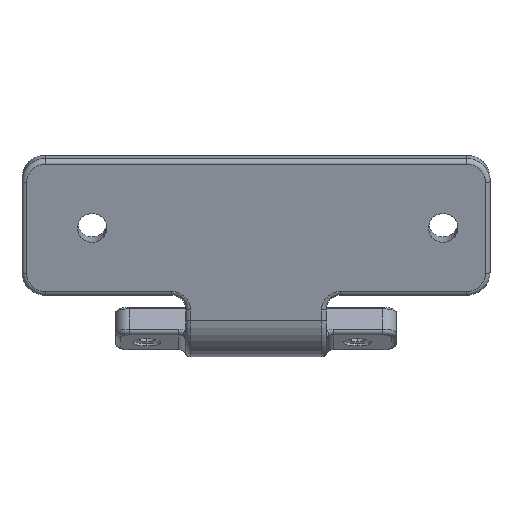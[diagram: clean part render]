
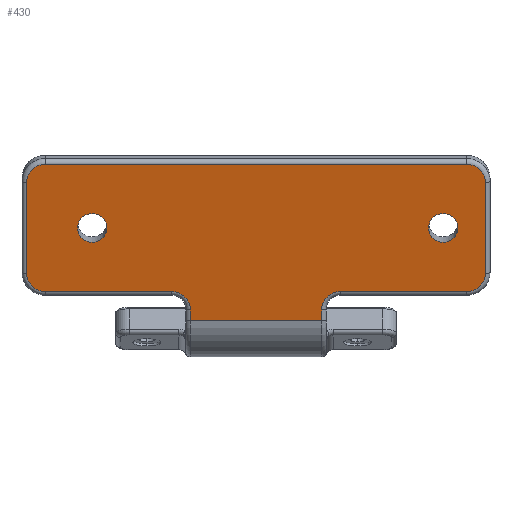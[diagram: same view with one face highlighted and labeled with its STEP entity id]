
A CAD part, left-side view. The second image highlights one B-rep face of the part: STEP entity #430.
In plain terms, the highlighted planar face has unit normal (-0.973, 0, -0.23).
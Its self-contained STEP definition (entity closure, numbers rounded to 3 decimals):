
#267=CIRCLE('',#2125,3.15);
#269=CIRCLE('',#2128,3.15);
#271=CIRCLE('',#2131,3.15);
#273=CIRCLE('',#2134,3.15);
#311=CIRCLE('',#2201,4.);
#312=CIRCLE('',#2202,4.);
#313=CIRCLE('',#2203,4.);
#314=CIRCLE('',#2204,4.);
#315=CIRCLE('',#2205,4.);
#316=CIRCLE('',#2206,4.);
#430=ADVANCED_FACE('\X2\96F64EF651E04F554F53\X0\',(#826,#827,#828),#537,
 .T.);
#537=PLANE('',#2207);
#607=LINE('',#3281,#728);
#642=LINE('',#3421,#763);
#643=LINE('',#3425,#764);
#644=LINE('',#3429,#765);
#645=LINE('',#3433,#766);
#646=LINE('',#3437,#767);
#647=LINE('',#3441,#768);
#648=LINE('',#3445,#769);
#728=VECTOR('',#2560,1.);
#763=VECTOR('',#2651,1.);
#764=VECTOR('',#2654,1.);
#765=VECTOR('',#2657,1.);
#766=VECTOR('',#2660,1.);
#767=VECTOR('',#2663,1.);
#768=VECTOR('',#2666,1.);
#769=VECTOR('',#2669,1.);
#826=FACE_BOUND('',#882,.T.);
#827=FACE_BOUND('',#883,.T.);
#828=FACE_BOUND('',#884,.T.);
#882=EDGE_LOOP('',(#1199,#1200,#1201,#1202,#1203,#1204,#1205,#1206,#1207,
#1208,#1209,#1210,#1211,#1212));
#883=EDGE_LOOP('',(#1213,#1214));
#884=EDGE_LOOP('',(#1215,#1216));
#1199=ORIENTED_EDGE('',*,*,#1854,.F.);
#1200=ORIENTED_EDGE('',*,*,#1910,.T.);
#1201=ORIENTED_EDGE('',*,*,#1911,.T.);
#1202=ORIENTED_EDGE('',*,*,#1912,.T.);
#1203=ORIENTED_EDGE('',*,*,#1913,.T.);
#1204=ORIENTED_EDGE('',*,*,#1914,.T.);
#1205=ORIENTED_EDGE('',*,*,#1915,.T.);
#1206=ORIENTED_EDGE('',*,*,#1916,.T.);
#1207=ORIENTED_EDGE('',*,*,#1917,.T.);
#1208=ORIENTED_EDGE('',*,*,#1918,.T.);
#1209=ORIENTED_EDGE('',*,*,#1919,.T.);
#1210=ORIENTED_EDGE('',*,*,#1920,.T.);
#1211=ORIENTED_EDGE('',*,*,#1921,.T.);
#1212=ORIENTED_EDGE('',*,*,#1922,.T.);
#1213=ORIENTED_EDGE('',*,*,#1800,.F.);
#1214=ORIENTED_EDGE('',*,*,#1803,.F.);
#1215=ORIENTED_EDGE('',*,*,#1794,.F.);
#1216=ORIENTED_EDGE('',*,*,#1797,.F.);
#1608=VERTEX_POINT('',#3160);
#1609=VERTEX_POINT('',#3162);
#1612=VERTEX_POINT('',#3172);
#1613=VERTEX_POINT('',#3174);
#1647=VERTEX_POINT('',#3280);
#1648=VERTEX_POINT('',#3282);
#1699=VERTEX_POINT('',#3422);
#1700=VERTEX_POINT('',#3424);
#1701=VERTEX_POINT('',#3426);
#1702=VERTEX_POINT('',#3428);
#1703=VERTEX_POINT('',#3430);
#1704=VERTEX_POINT('',#3432);
#1705=VERTEX_POINT('',#3434);
#1706=VERTEX_POINT('',#3436);
#1707=VERTEX_POINT('',#3438);
#1708=VERTEX_POINT('',#3440);
#1709=VERTEX_POINT('',#3442);
#1710=VERTEX_POINT('',#3444);
#1794=EDGE_CURVE('GENERATED CIRCLE',#1608,#1609,#267,.T.);
#1797=EDGE_CURVE('GENERATED CIRCLE',#1609,#1608,#269,.T.);
#1800=EDGE_CURVE('GENERATED CIRCLE',#1612,#1613,#271,.T.);
#1803=EDGE_CURVE('GENERATED CIRCLE',#1613,#1612,#273,.T.);
#1854=EDGE_CURVE('LINE',#1647,#1648,#607,.T.);
#1910=EDGE_CURVE('',#1647,#1699,#642,.T.);
#1911=EDGE_CURVE('',#1699,#1700,#311,.T.);
#1912=EDGE_CURVE('',#1700,#1701,#643,.T.);
#1913=EDGE_CURVE('',#1701,#1702,#312,.T.);
#1914=EDGE_CURVE('',#1702,#1703,#644,.T.);
#1915=EDGE_CURVE('',#1703,#1704,#313,.T.);
#1916=EDGE_CURVE('',#1704,#1705,#645,.T.);
#1917=EDGE_CURVE('',#1705,#1706,#314,.T.);
#1918=EDGE_CURVE('',#1706,#1707,#646,.T.);
#1919=EDGE_CURVE('',#1707,#1708,#315,.T.);
#1920=EDGE_CURVE('',#1708,#1709,#647,.T.);
#1921=EDGE_CURVE('',#1709,#1710,#316,.T.);
#1922=EDGE_CURVE('',#1710,#1648,#648,.T.);
#2125=AXIS2_PLACEMENT_3D('',#3161,#2431,#2432);
#2128=AXIS2_PLACEMENT_3D('',#3167,#2438,#2439);
#2131=AXIS2_PLACEMENT_3D('',#3173,#2445,#2446);
#2134=AXIS2_PLACEMENT_3D('',#3179,#2452,#2453);
#2201=AXIS2_PLACEMENT_3D('',#3423,#2652,#2653);
#2202=AXIS2_PLACEMENT_3D('',#3427,#2655,#2656);
#2203=AXIS2_PLACEMENT_3D('',#3431,#2658,#2659);
#2204=AXIS2_PLACEMENT_3D('',#3435,#2661,#2662);
#2205=AXIS2_PLACEMENT_3D('',#3439,#2664,#2665);
#2206=AXIS2_PLACEMENT_3D('',#3443,#2667,#2668);
#2207=AXIS2_PLACEMENT_3D('',#3446,#2670,#2671);
#2431=DIRECTION('',(-0.973,0.,-0.23));
#2432=DIRECTION('',(0.23,0.,-0.973));
#2438=DIRECTION('',(-0.973,0.,-0.23));
#2439=DIRECTION('',(0.23,0.,-0.973));
#2445=DIRECTION('',(-0.973,0.,-0.23));
#2446=DIRECTION('',(0.23,0.,-0.973));
#2452=DIRECTION('',(-0.973,0.,-0.23));
#2453=DIRECTION('',(0.23,0.,-0.973));
#2560=DIRECTION('',(0.,1.,0.));
#2651=DIRECTION('',(-0.23,0.,0.973));
#2652=DIRECTION('',(0.973,0.,0.23));
#2653=DIRECTION('',(-0.23,0.,0.973));
#2654=DIRECTION('',(0.,-1.,0.));
#2655=DIRECTION('',(-0.973,0.,-0.23));
#2656=DIRECTION('',(-0.23,0.,0.973));
#2657=DIRECTION('',(-0.23,0.,0.973));
#2658=DIRECTION('',(-0.973,0.,-0.23));
#2659=DIRECTION('',(-0.23,0.,0.973));
#2660=DIRECTION('',(0.,1.,0.));
#2661=DIRECTION('',(-0.973,0.,-0.23));
#2662=DIRECTION('',(-0.23,0.,0.973));
#2663=DIRECTION('',(0.23,0.,-0.973));
#2664=DIRECTION('',(-0.973,0.,-0.23));
#2665=DIRECTION('',(-0.23,0.,0.973));
#2666=DIRECTION('',(0.,-1.,0.));
#2667=DIRECTION('',(0.973,0.,0.23));
#2668=DIRECTION('',(-0.23,0.,0.973));
#2669=DIRECTION('',(0.23,0.,-0.973));
#2670=DIRECTION('',(-0.973,0.,-0.23));
#2671=DIRECTION('',(0.,1.,0.));
#3160=CARTESIAN_POINT('',(15.754,-43.15,227.531));
#3161=CARTESIAN_POINT('',(15.754,-40.,227.531));
#3162=CARTESIAN_POINT('',(15.754,-36.85,227.531));
#3167=CARTESIAN_POINT('',(15.754,-40.,227.531));
#3172=CARTESIAN_POINT('',(15.754,31.85,227.531));
#3173=CARTESIAN_POINT('',(15.754,35.,227.531));
#3174=CARTESIAN_POINT('',(15.754,38.15,227.531));
#3179=CARTESIAN_POINT('',(15.754,35.,227.531));
#3280=CARTESIAN_POINT('',(20.45,-14.,207.696));
#3281=CARTESIAN_POINT('',(20.45,0.,207.696));
#3282=CARTESIAN_POINT('',(20.45,14.,207.696));
#3421=CARTESIAN_POINT('',(65.289,-14.,18.315));
#3422=CARTESIAN_POINT('',(19.901,-14.,210.015));
#3423=CARTESIAN_POINT('',(19.901,-18.,210.015));
#3424=CARTESIAN_POINT('',(18.98,-18.,213.908));
#3425=CARTESIAN_POINT('',(18.98,0.,213.908));
#3426=CARTESIAN_POINT('',(18.98,-45.,213.908));
#3427=CARTESIAN_POINT('',(18.058,-45.,217.8));
#3428=CARTESIAN_POINT('',(18.058,-49.,217.8));
#3429=CARTESIAN_POINT('',(65.289,-49.,18.315));
#3430=CARTESIAN_POINT('',(13.45,-49.,237.262));
#3431=CARTESIAN_POINT('',(13.45,-45.,237.262));
#3432=CARTESIAN_POINT('',(12.529,-45.,241.155));
#3433=CARTESIAN_POINT('',(12.529,0.,241.155));
#3434=CARTESIAN_POINT('',(12.529,45.,241.155));
#3435=CARTESIAN_POINT('',(13.45,45.,237.262));
#3436=CARTESIAN_POINT('',(13.45,49.,237.262));
#3437=CARTESIAN_POINT('',(65.289,49.,18.315));
#3438=CARTESIAN_POINT('',(18.058,49.,217.8));
#3439=CARTESIAN_POINT('',(18.058,45.,217.8));
#3440=CARTESIAN_POINT('',(18.98,45.,213.908));
#3441=CARTESIAN_POINT('',(18.98,0.,213.908));
#3442=CARTESIAN_POINT('',(18.98,18.,213.908));
#3443=CARTESIAN_POINT('',(19.901,18.,210.015));
#3444=CARTESIAN_POINT('',(19.901,14.,210.015));
#3445=CARTESIAN_POINT('',(65.289,14.,18.315));
#3446=CARTESIAN_POINT('',(65.289,0.,18.315));
